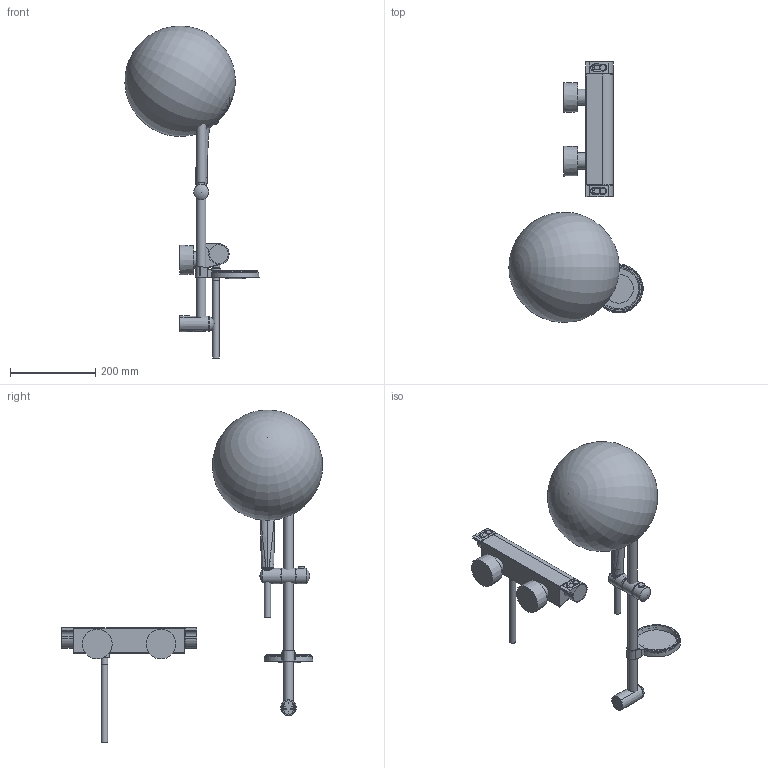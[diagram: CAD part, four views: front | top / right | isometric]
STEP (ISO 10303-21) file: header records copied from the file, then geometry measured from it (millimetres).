
FILE_DESCRIPTION(/* description */ ('Unknown'),/* implementation_level */ '2;1');
FILE_NAME(/* name */ '34195001',/* time_stamp */ '2022-09-09T04:08:44+02:00',/* author */ ('Unknown'),/* organization */ ('GROHE AG'),/* preprocessor_version */ 'ST-DEVELOPER v16.7',/* originating_system */ 'DEX',/* authorisation */ $);
FILE_SCHEMA (('AUTOMOTIVE_DESIGN {1 0 10303 214 3 1 1}'));
Products named in the file (8): 34195001; id11; 071012_FamilyHSH_D_Jets5L_Lob; 071108_Family_HSH_FaceEco_E_Lob; 071205_Family_Ring_FitKneipp_Lob; 403671038_GRIFF_THM-_TEMPERATUR_01603250; D5008-1-008-SOAP_DISH; face1
Assembly tree (7 placements, depth 2):
  34195001
    id11
    071012_FamilyHSH_D_Jets5L_Lob
    071108_Family_HSH_FaceEco_E_Lob
    071205_Family_Ring_FitKneipp_Lob
    403671038_GRIFF_THM-_TEMPERATUR_01603250
    D5008-1-008-SOAP_DISH
    face1
Bounding box: 315.63 x 613.08 x 781.13 mm (x, y, z)
Volume: 417219.3 mm3; surface area: 526604.5 mm2
Topology: 5 solids, 188 shells, 694 faces, 3499 edges, 2989 vertices
Faces by surface type: bspline 227, torus 219, plane 131, cone 57, cylinder 51, sphere 9
Full cylindrical faces by diameter (mm): 14 x2, 14.7 x2, 15 x1, 16 x1, 18 x1, 19.9 x1, 21.049 x1, 21.8 x1, 21.9 x1, 22.6 x1, 23 x1, 24.548 x1, 33.4 x2, 35.8 x2, 36 x3, 38.5 x2, 101.6 x1, 103.3 x1
Entity records: 62325 total; most frequent: CARTESIAN_POINT 40242, ORIENTED_EDGE 3947, EDGE_CURVE 3133, VERTEX_POINT 2813, B_SPLINE_CURVE_WITH_KNOTS 2396, DIRECTION 2052, FACE_BOUND 1083, EDGE_LOOP 1082
